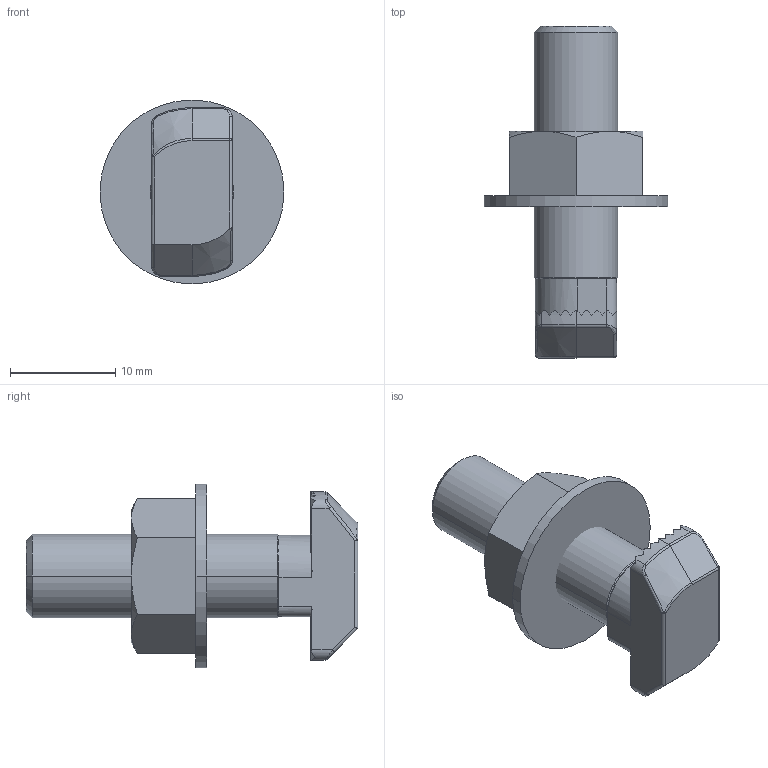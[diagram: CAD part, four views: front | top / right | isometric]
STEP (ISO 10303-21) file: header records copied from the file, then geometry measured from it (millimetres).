
FILE_DESCRIPTION (( 'STEP AP203' ), '1' );
FILE_NAME ('118284.step', '2021-06-03T16:06:27', ( '' ), ( '' ), 'SwSTEP 2.0', 'SolidWorks 2021', '' );
FILE_SCHEMA (( 'CONFIG_CONTROL_DESIGN' ));
Length unit declared in the file: millimetre
Products named in the file (1): 118284
Bounding box: 17.46 x 31.5 x 17.46 mm (x, y, z)
Volume: 2639.9 mm3; surface area: 1969 mm2
Topology: 2 solids, 2 shells, 134 faces, 350 edges, 220 vertices
Faces by surface type: plane 60, cylinder 51, cone 12, bspline 6, torus 3, sphere 2
Entity records: 4500 total; most frequent: CARTESIAN_POINT 1385, ORIENTED_EDGE 696, DIRECTION 569, EDGE_CURVE 348, VERTEX_POINT 220, AXIS2_PLACEMENT_3D 205, LINE 159, VECTOR 159
